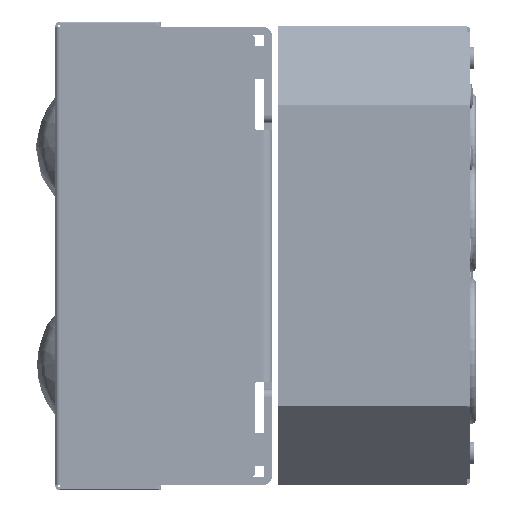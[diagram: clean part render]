
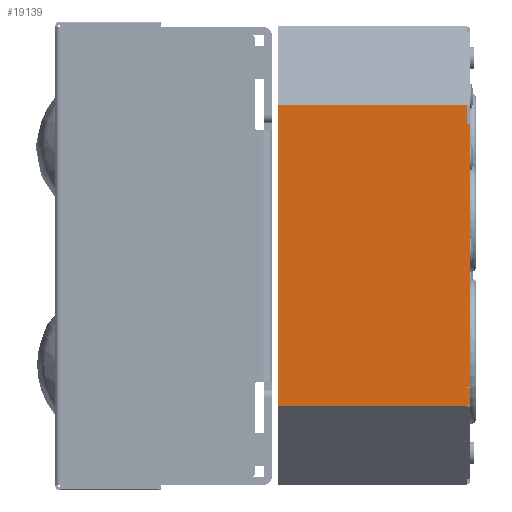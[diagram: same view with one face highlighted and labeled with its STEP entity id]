
A CAD part, left-side view. The second image highlights one B-rep face of the part: STEP entity #19139.
In plain terms, the highlighted planar face has unit normal (-1, 0, 0).
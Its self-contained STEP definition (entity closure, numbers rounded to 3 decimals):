
#1400=LINE('',#30816,#2645);
#1401=LINE('',#30822,#2646);
#1406=LINE('',#30832,#2651);
#1412=LINE('',#30849,#2657);
#1416=LINE('',#30859,#2661);
#1417=LINE('',#30862,#2662);
#1420=LINE('',#30868,#2665);
#1423=LINE('',#30874,#2668);
#1426=LINE('',#30881,#2671);
#1435=LINE('',#30902,#2680);
#1453=LINE('',#30932,#2698);
#1459=LINE('',#30943,#2704);
#1660=LINE('',#31437,#2905);
#1664=LINE('',#31444,#2909);
#1666=LINE('',#31448,#2911);
#1668=LINE('',#31452,#2913);
#1669=LINE('',#31455,#2914);
#1670=LINE('',#31456,#2915);
#1671=LINE('',#31457,#2916);
#1672=LINE('',#31458,#2917);
#1673=LINE('',#31459,#2918);
#1674=LINE('',#31460,#2919);
#2645=VECTOR('',#24547,10.);
#2646=VECTOR('',#24552,10.);
#2651=VECTOR('',#24559,10.);
#2657=VECTOR('',#24571,10.);
#2661=VECTOR('',#24579,10.);
#2662=VECTOR('',#24582,10.);
#2665=VECTOR('',#24587,10.);
#2668=VECTOR('',#24592,10.);
#2671=VECTOR('',#24597,10.);
#2680=VECTOR('',#24612,10.);
#2698=VECTOR('',#24638,10.);
#2704=VECTOR('',#24650,10.);
#2905=VECTOR('',#25123,10.);
#2909=VECTOR('',#25131,10.);
#2911=VECTOR('',#25135,10.);
#2913=VECTOR('',#25139,10.);
#2914=VECTOR('',#25142,10.);
#2915=VECTOR('',#25143,10.);
#2916=VECTOR('',#25144,10.);
#2917=VECTOR('',#25145,10.);
#2918=VECTOR('',#25146,10.);
#2919=VECTOR('',#25147,10.);
#3777=PLANE('',#21137);
#4392=FACE_OUTER_BOUND('',#5456,.T.);
#5456=EDGE_LOOP('',(#14316,#14317,#14318,#14319,#14320,#14321,#14322,#14323,
#14324,#14325,#14326,#14327,#14328,#14329,#14330,#14331,#14332,#14333,#14334,
#14335,#14336,#14337));
#8110=VERTEX_POINT('',#30809);
#8113=VERTEX_POINT('',#30814);
#8115=VERTEX_POINT('',#30819);
#8116=VERTEX_POINT('',#30821);
#8117=VERTEX_POINT('',#30825);
#8120=VERTEX_POINT('',#30830);
#8127=VERTEX_POINT('',#30846);
#8128=VERTEX_POINT('',#30848);
#8130=VERTEX_POINT('',#30854);
#8132=VERTEX_POINT('',#30857);
#8133=VERTEX_POINT('',#30861);
#8135=VERTEX_POINT('',#30867);
#8137=VERTEX_POINT('',#30873);
#8139=VERTEX_POINT('',#30879);
#8140=VERTEX_POINT('',#30880);
#8149=VERTEX_POINT('',#30900);
#8157=VERTEX_POINT('',#30930);
#8159=VERTEX_POINT('',#30941);
#8317=VERTEX_POINT('',#31442);
#8318=VERTEX_POINT('',#31446);
#8319=VERTEX_POINT('',#31450);
#8320=VERTEX_POINT('',#31454);
#10202=EDGE_CURVE('',#8110,#8113,#1400,.T.);
#10204=EDGE_CURVE('',#8116,#8115,#1401,.T.);
#10209=EDGE_CURVE('',#8117,#8120,#1406,.T.);
#10216=EDGE_CURVE('',#8128,#8127,#1412,.T.);
#10221=EDGE_CURVE('',#8130,#8132,#1416,.T.);
#10222=EDGE_CURVE('',#8128,#8133,#1417,.T.);
#10225=EDGE_CURVE('',#8135,#8120,#1420,.T.);
#10228=EDGE_CURVE('',#8137,#8113,#1423,.T.);
#10231=EDGE_CURVE('',#8139,#8140,#1426,.T.);
#10241=EDGE_CURVE('',#8139,#8149,#1435,.T.);
#10259=EDGE_CURVE('',#8132,#8157,#1453,.T.);
#10265=EDGE_CURVE('',#8157,#8159,#1459,.T.);
#10518=EDGE_CURVE('',#8127,#8130,#1660,.T.);
#10522=EDGE_CURVE('',#8317,#8117,#1664,.T.);
#10524=EDGE_CURVE('',#8318,#8149,#1666,.T.);
#10526=EDGE_CURVE('',#8319,#8110,#1668,.T.);
#10527=EDGE_CURVE('',#8320,#8319,#1669,.T.);
#10528=EDGE_CURVE('',#8140,#8137,#1670,.T.);
#10529=EDGE_CURVE('',#8318,#8317,#1671,.T.);
#10530=EDGE_CURVE('',#8133,#8135,#1672,.T.);
#10531=EDGE_CURVE('',#8116,#8159,#1673,.T.);
#10532=EDGE_CURVE('',#8320,#8115,#1674,.T.);
#14316=ORIENTED_EDGE('',*,*,#10527,.T.);
#14317=ORIENTED_EDGE('',*,*,#10526,.T.);
#14318=ORIENTED_EDGE('',*,*,#10202,.T.);
#14319=ORIENTED_EDGE('',*,*,#10228,.F.);
#14320=ORIENTED_EDGE('',*,*,#10528,.F.);
#14321=ORIENTED_EDGE('',*,*,#10231,.F.);
#14322=ORIENTED_EDGE('',*,*,#10241,.T.);
#14323=ORIENTED_EDGE('',*,*,#10524,.F.);
#14324=ORIENTED_EDGE('',*,*,#10529,.T.);
#14325=ORIENTED_EDGE('',*,*,#10522,.T.);
#14326=ORIENTED_EDGE('',*,*,#10209,.T.);
#14327=ORIENTED_EDGE('',*,*,#10225,.F.);
#14328=ORIENTED_EDGE('',*,*,#10530,.F.);
#14329=ORIENTED_EDGE('',*,*,#10222,.F.);
#14330=ORIENTED_EDGE('',*,*,#10216,.T.);
#14331=ORIENTED_EDGE('',*,*,#10518,.T.);
#14332=ORIENTED_EDGE('',*,*,#10221,.T.);
#14333=ORIENTED_EDGE('',*,*,#10259,.T.);
#14334=ORIENTED_EDGE('',*,*,#10265,.T.);
#14335=ORIENTED_EDGE('',*,*,#10531,.F.);
#14336=ORIENTED_EDGE('',*,*,#10204,.T.);
#14337=ORIENTED_EDGE('',*,*,#10532,.F.);
#19139=ADVANCED_FACE('',(#4392),#3777,.T.);
#21137=AXIS2_PLACEMENT_3D('',#31453,#25140,#25141);
#24547=DIRECTION('',(0.,0.,1.));
#24552=DIRECTION('',(0.,0.,1.));
#24559=DIRECTION('',(0.,0.,1.));
#24571=DIRECTION('',(0.,0.,1.));
#24579=DIRECTION('',(0.,0.,1.));
#24582=DIRECTION('',(0.,-1.,0.));
#24587=DIRECTION('',(0.,1.,0.));
#24592=DIRECTION('',(0.,1.,0.));
#24597=DIRECTION('',(0.,-1.,0.));
#24612=DIRECTION('',(0.,0.,1.));
#24638=DIRECTION('',(0.,1.,0.));
#24650=DIRECTION('',(0.,0.,-1.));
#25123=DIRECTION('',(0.,0.,1.));
#25131=DIRECTION('',(0.,1.,0.));
#25135=DIRECTION('',(0.,1.,0.));
#25139=DIRECTION('',(0.,1.,0.));
#25140=DIRECTION('center_axis',(-1.,0.,0.));
#25141=DIRECTION('ref_axis',(0.,0.,1.));
#25142=DIRECTION('',(0.,0.,1.));
#25143=DIRECTION('',(0.,0.,-1.));
#25144=DIRECTION('',(0.,0.,1.));
#25145=DIRECTION('',(0.,0.,-1.));
#25146=DIRECTION('',(0.,1.,0.));
#25147=DIRECTION('',(0.,1.,0.));
#30809=CARTESIAN_POINT('',(-32.,1.2,38.5));
#30814=CARTESIAN_POINT('',(-32.,1.2,38.75));
#30816=CARTESIAN_POINT('',(-32.,1.2,31.));
#30819=CARTESIAN_POINT('',(-32.,1.2,31.414));
#30821=CARTESIAN_POINT('',(-32.,1.2,31.));
#30822=CARTESIAN_POINT('',(-32.,1.2,31.));
#30825=CARTESIAN_POINT('',(-32.,1.2,128.5));
#30830=CARTESIAN_POINT('',(-32.,1.2,128.75));
#30832=CARTESIAN_POINT('',(-32.,1.2,31.));
#30846=CARTESIAN_POINT('',(-32.,1.2,143.5));
#30848=CARTESIAN_POINT('',(-32.,1.2,143.25));
#30849=CARTESIAN_POINT('',(-32.,1.2,31.));
#30854=CARTESIAN_POINT('',(-32.,1.2,150.586));
#30857=CARTESIAN_POINT('',(-32.,1.2,151.));
#30859=CARTESIAN_POINT('',(-32.,1.2,31.));
#30861=CARTESIAN_POINT('',(-32.,0.,143.25));
#30862=CARTESIAN_POINT('',(-32.,1.2,143.25));
#30867=CARTESIAN_POINT('',(-32.,0.,128.75));
#30868=CARTESIAN_POINT('',(-32.,0.,128.75));
#30873=CARTESIAN_POINT('',(-32.,0.,38.75));
#30874=CARTESIAN_POINT('',(-32.,0.,38.75));
#30879=CARTESIAN_POINT('',(-32.,1.2,53.25));
#30880=CARTESIAN_POINT('',(-32.,0.,53.25));
#30881=CARTESIAN_POINT('',(-32.,1.2,53.25));
#30900=CARTESIAN_POINT('',(-32.,1.2,53.5));
#30902=CARTESIAN_POINT('',(-32.,1.2,31.));
#30930=CARTESIAN_POINT('',(-32.,76.5,151.));
#30932=CARTESIAN_POINT('',(-32.,1.2,151.));
#30941=CARTESIAN_POINT('',(-32.,76.5,31.));
#30943=CARTESIAN_POINT('',(-32.,76.5,31.));
#31437=CARTESIAN_POINT('',(-32.,1.2,143.5));
#31442=CARTESIAN_POINT('',(-32.,0.,128.5));
#31444=CARTESIAN_POINT('',(-32.,0.,128.5));
#31446=CARTESIAN_POINT('',(-32.,0.,53.5));
#31448=CARTESIAN_POINT('',(-32.,0.,53.5));
#31450=CARTESIAN_POINT('',(-32.,0.,38.5));
#31452=CARTESIAN_POINT('',(-32.,0.,38.5));
#31453=CARTESIAN_POINT('Origin',(-32.,0.,31.414));
#31454=CARTESIAN_POINT('',(-32.,0.,31.414));
#31455=CARTESIAN_POINT('',(-32.,0.,31.414));
#31456=CARTESIAN_POINT('',(-32.,0.,143.25));
#31457=CARTESIAN_POINT('',(-32.,0.,53.5));
#31458=CARTESIAN_POINT('',(-32.,0.,143.25));
#31459=CARTESIAN_POINT('',(-32.,1.2,31.));
#31460=CARTESIAN_POINT('',(-32.,0.,31.414));
